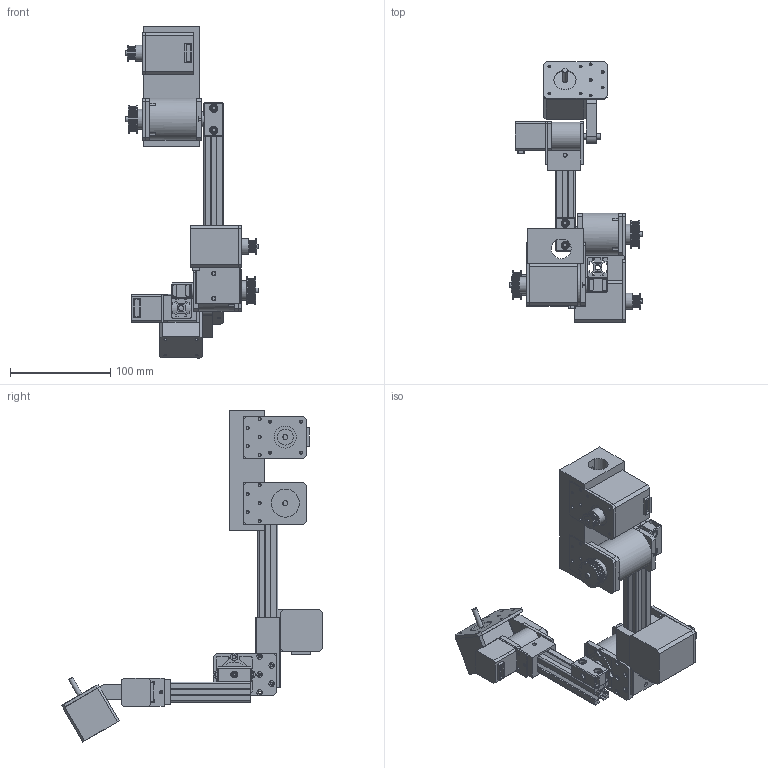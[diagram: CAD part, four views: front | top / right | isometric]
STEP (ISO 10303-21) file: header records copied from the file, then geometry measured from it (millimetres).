
FILE_DESCRIPTION(/* description */ (''),/* implementation_level */ '2;1');
FILE_NAME(/* name */ '',/* time_stamp */ '2023-11-11T12:16:04-06:00',/* author */ (''),/* organization */ (''),/* preprocessor_version */ 'ST-DEVELOPER v20',/* originating_system */ 'Autodesk Translation Framework v12.14.0.127',/* authorisation */ '');
FILE_SCHEMA (('AUTOMOTIVE_DESIGN { 1 0 10303 214 3 1 1 }'));
Length unit declared in the file: millimetre
Products named in the file (35): _机械臂组装; Joint-1; 主轴连接; Reducer_42*51; Output_Shaft; Input; Motor_42*48; Reducer-Arm_connect; 20*200铝型材; Joint-2; 铝型连42; 42减速输入固定; 42减速输出固定; Motor_42*48_1; 零部件1; 2GT20同步轮; Reducer_42*40; Output_Shaft_1; Input_1; 2GT40同步轮; Reducer-Arm_connect_1; Joint-3; 28电机输出固定; 28减速输出固定; 铝型连28; Motor_28*30; 零部件1_1; Reducer_28*33; Output_Shaft_2; 20M4_T型滑块; Joint-4; 28输出Joint-4; 42电机输出固定; 42*39stepper; 20*100铝型材
Assembly tree (50 placements, depth 4):
  _机械臂组装
    Joint-1
      主轴连接
      42减速输出固定
      42减速输入固定
      42电机输出固定
      Reducer_42*51
        Output_Shaft
        Input
        2GT40同步轮
      Motor_42*48
        零部件1
        2GT20同步轮
      Reducer-Arm_connect
        20M4_T型滑块  x2
    20*200铝型材
    Joint-2
      铝型连42
      42电机输出固定
      42减速输入固定
      42减速输出固定
      Motor_42*48_1
        零部件1
        2GT20同步轮
      Reducer_42*40
        Output_Shaft_1
        Input_1
        2GT40同步轮
      Reducer-Arm_connect_1
        20M4_T型滑块  x2
      20M4_T型滑块  x4
    Joint-3
      28电机输出固定
      28减速输出固定
      铝型连28
      Motor_28*30
        零部件1_1
      Reducer_28*33
        Output_Shaft_2
      20M4_T型滑块  x2
    Joint-4
      28输出Joint-4
      42电机输出固定
      42*39stepper
    20*100铝型材
Bounding box: 133.5 x 260.22 x 331.35 mm (x, y, z)
Volume: 812736.4 mm3; surface area: 251608 mm2
Topology: 46 solids, 46 shells, 1619 faces, 4134 edges, 2707 vertices
Faces by surface type: plane 1234, cylinder 319, cone 66
Full cylindrical faces by diameter (mm): 2.075 x4, 2.529 x48, 2.8 x4, 3 x63, 3.218 x4, 3.332 x21, 3.5 x16, 4 x22, 5 x11, 5.2 x2, 5.7 x12, 7.25 x6, 15 x2, 16 x4, 17 x2, 20 x2, 22 x4, 22.05 x4, 24 x2, 25 x2, 25.05 x2, 28 x5, 42 x2
Entity records: 33819 total; most frequent: CARTESIAN_POINT 5738, DIRECTION 5650, ORIENTED_EDGE 5446, EDGE_CURVE 2723, LINE 2146, VECTOR 2146, VERTEX_POINT 1788, AXIS2_PLACEMENT_3D 1752
